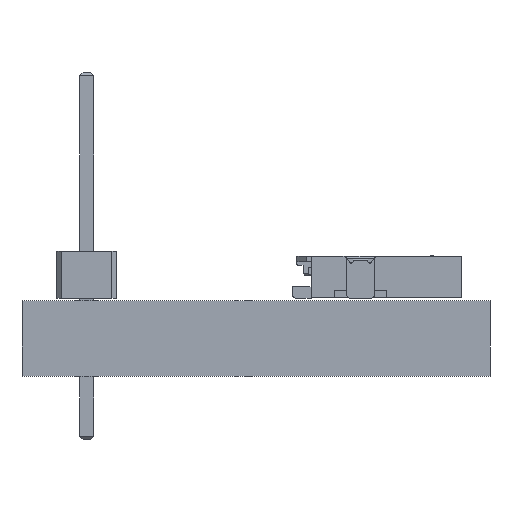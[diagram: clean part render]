
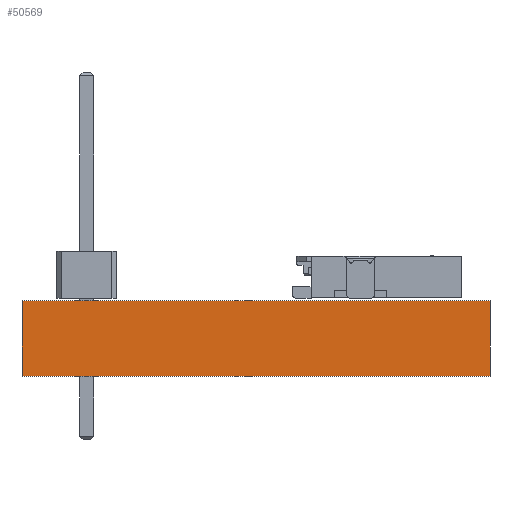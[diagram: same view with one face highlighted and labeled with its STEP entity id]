
A CAD part, front view. The second image highlights one B-rep face of the part: STEP entity #50569.
In plain terms, the highlighted planar face has unit normal (0, -1, 0).
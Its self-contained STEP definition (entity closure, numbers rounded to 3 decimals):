
#50569 = ADVANCED_FACE('',(#50570),#50584,.T.);
#50570 = FACE_BOUND('',#50571,.T.);
#50571 = EDGE_LOOP('',(#50572,#50607,#50635,#50663));
#50572 = ORIENTED_EDGE('',*,*,#50573,.T.);
#50573 = EDGE_CURVE('',#50574,#50576,#50578,.T.);
#50574 = VERTEX_POINT('',#50575);
#50575 = CARTESIAN_POINT('',(155.215,-104.394,0.));
#50576 = VERTEX_POINT('',#50577);
#50577 = CARTESIAN_POINT('',(155.215,-104.394,1.6));
#50578 = SURFACE_CURVE('',#50579,(#50583,#50595),.PCURVE_S1.);
#50579 = LINE('',#50580,#50581);
#50580 = CARTESIAN_POINT('',(155.215,-104.394,0.));
#50581 = VECTOR('',#50582,1.);
#50582 = DIRECTION('',(0.,0.,1.));
#50583 = PCURVE('',#50584,#50589);
#50584 = PLANE('',#50585);
#50585 = AXIS2_PLACEMENT_3D('',#50586,#50587,#50588);
#50586 = CARTESIAN_POINT('',(155.215,-104.394,0.));
#50587 = DIRECTION('',(0.,-1.,0.));
#50588 = DIRECTION('',(-1.,0.,0.));
#50589 = DEFINITIONAL_REPRESENTATION('',(#50590),#50594);
#50590 = LINE('',#50591,#50592);
#50591 = CARTESIAN_POINT('',(0.,-0.));
#50592 = VECTOR('',#50593,1.);
#50593 = DIRECTION('',(0.,-1.));
#50594 = ( GEOMETRIC_REPRESENTATION_CONTEXT(2) 
PARAMETRIC_REPRESENTATION_CONTEXT() REPRESENTATION_CONTEXT('2D SPACE',''
  ) );
#50595 = PCURVE('',#50596,#50601);
#50596 = PLANE('',#50597);
#50597 = AXIS2_PLACEMENT_3D('',#50598,#50599,#50600);
#50598 = CARTESIAN_POINT('',(155.215,-99.012,0.));
#50599 = DIRECTION('',(1.,0.,-0.));
#50600 = DIRECTION('',(0.,-1.,0.));
#50601 = DEFINITIONAL_REPRESENTATION('',(#50602),#50606);
#50602 = LINE('',#50603,#50604);
#50603 = CARTESIAN_POINT('',(5.382,0.));
#50604 = VECTOR('',#50605,1.);
#50605 = DIRECTION('',(0.,-1.));
#50606 = ( GEOMETRIC_REPRESENTATION_CONTEXT(2) 
PARAMETRIC_REPRESENTATION_CONTEXT() REPRESENTATION_CONTEXT('2D SPACE',''
  ) );
#50607 = ORIENTED_EDGE('',*,*,#50608,.T.);
#50608 = EDGE_CURVE('',#50576,#50609,#50611,.T.);
#50609 = VERTEX_POINT('',#50610);
#50610 = CARTESIAN_POINT('',(145.283,-104.394,1.6));
#50611 = SURFACE_CURVE('',#50612,(#50616,#50623),.PCURVE_S1.);
#50612 = LINE('',#50613,#50614);
#50613 = CARTESIAN_POINT('',(155.215,-104.394,1.6));
#50614 = VECTOR('',#50615,1.);
#50615 = DIRECTION('',(-1.,0.,0.));
#50616 = PCURVE('',#50584,#50617);
#50617 = DEFINITIONAL_REPRESENTATION('',(#50618),#50622);
#50618 = LINE('',#50619,#50620);
#50619 = CARTESIAN_POINT('',(0.,-1.6));
#50620 = VECTOR('',#50621,1.);
#50621 = DIRECTION('',(1.,0.));
#50622 = ( GEOMETRIC_REPRESENTATION_CONTEXT(2) 
PARAMETRIC_REPRESENTATION_CONTEXT() REPRESENTATION_CONTEXT('2D SPACE',''
  ) );
#50623 = PCURVE('',#50624,#50629);
#50624 = PLANE('',#50625);
#50625 = AXIS2_PLACEMENT_3D('',#50626,#50627,#50628);
#50626 = CARTESIAN_POINT('',(150.249,-101.703,1.6));
#50627 = DIRECTION('',(-0.,-0.,-1.));
#50628 = DIRECTION('',(-1.,0.,0.));
#50629 = DEFINITIONAL_REPRESENTATION('',(#50630),#50634);
#50630 = LINE('',#50631,#50632);
#50631 = CARTESIAN_POINT('',(-4.966,-2.691));
#50632 = VECTOR('',#50633,1.);
#50633 = DIRECTION('',(1.,0.));
#50634 = ( GEOMETRIC_REPRESENTATION_CONTEXT(2) 
PARAMETRIC_REPRESENTATION_CONTEXT() REPRESENTATION_CONTEXT('2D SPACE',''
  ) );
#50635 = ORIENTED_EDGE('',*,*,#50636,.F.);
#50636 = EDGE_CURVE('',#50637,#50609,#50639,.T.);
#50637 = VERTEX_POINT('',#50638);
#50638 = CARTESIAN_POINT('',(145.283,-104.394,0.));
#50639 = SURFACE_CURVE('',#50640,(#50644,#50651),.PCURVE_S1.);
#50640 = LINE('',#50641,#50642);
#50641 = CARTESIAN_POINT('',(145.283,-104.394,0.));
#50642 = VECTOR('',#50643,1.);
#50643 = DIRECTION('',(0.,0.,1.));
#50644 = PCURVE('',#50584,#50645);
#50645 = DEFINITIONAL_REPRESENTATION('',(#50646),#50650);
#50646 = LINE('',#50647,#50648);
#50647 = CARTESIAN_POINT('',(9.932,0.));
#50648 = VECTOR('',#50649,1.);
#50649 = DIRECTION('',(0.,-1.));
#50650 = ( GEOMETRIC_REPRESENTATION_CONTEXT(2) 
PARAMETRIC_REPRESENTATION_CONTEXT() REPRESENTATION_CONTEXT('2D SPACE',''
  ) );
#50651 = PCURVE('',#50652,#50657);
#50652 = PLANE('',#50653);
#50653 = AXIS2_PLACEMENT_3D('',#50654,#50655,#50656);
#50654 = CARTESIAN_POINT('',(145.283,-104.394,0.));
#50655 = DIRECTION('',(-1.,0.,0.));
#50656 = DIRECTION('',(0.,1.,0.));
#50657 = DEFINITIONAL_REPRESENTATION('',(#50658),#50662);
#50658 = LINE('',#50659,#50660);
#50659 = CARTESIAN_POINT('',(0.,0.));
#50660 = VECTOR('',#50661,1.);
#50661 = DIRECTION('',(0.,-1.));
#50662 = ( GEOMETRIC_REPRESENTATION_CONTEXT(2) 
PARAMETRIC_REPRESENTATION_CONTEXT() REPRESENTATION_CONTEXT('2D SPACE',''
  ) );
#50663 = ORIENTED_EDGE('',*,*,#50664,.F.);
#50664 = EDGE_CURVE('',#50574,#50637,#50665,.T.);
#50665 = SURFACE_CURVE('',#50666,(#50670,#50677),.PCURVE_S1.);
#50666 = LINE('',#50667,#50668);
#50667 = CARTESIAN_POINT('',(155.215,-104.394,0.));
#50668 = VECTOR('',#50669,1.);
#50669 = DIRECTION('',(-1.,0.,0.));
#50670 = PCURVE('',#50584,#50671);
#50671 = DEFINITIONAL_REPRESENTATION('',(#50672),#50676);
#50672 = LINE('',#50673,#50674);
#50673 = CARTESIAN_POINT('',(0.,-0.));
#50674 = VECTOR('',#50675,1.);
#50675 = DIRECTION('',(1.,0.));
#50676 = ( GEOMETRIC_REPRESENTATION_CONTEXT(2) 
PARAMETRIC_REPRESENTATION_CONTEXT() REPRESENTATION_CONTEXT('2D SPACE',''
  ) );
#50677 = PCURVE('',#50678,#50683);
#50678 = PLANE('',#50679);
#50679 = AXIS2_PLACEMENT_3D('',#50680,#50681,#50682);
#50680 = CARTESIAN_POINT('',(150.249,-101.703,0.));
#50681 = DIRECTION('',(-0.,-0.,-1.));
#50682 = DIRECTION('',(-1.,0.,0.));
#50683 = DEFINITIONAL_REPRESENTATION('',(#50684),#50688);
#50684 = LINE('',#50685,#50686);
#50685 = CARTESIAN_POINT('',(-4.966,-2.691));
#50686 = VECTOR('',#50687,1.);
#50687 = DIRECTION('',(1.,0.));
#50688 = ( GEOMETRIC_REPRESENTATION_CONTEXT(2) 
PARAMETRIC_REPRESENTATION_CONTEXT() REPRESENTATION_CONTEXT('2D SPACE',''
  ) );
